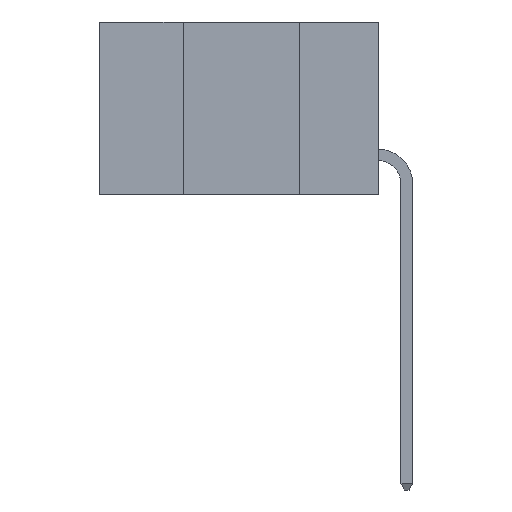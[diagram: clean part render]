
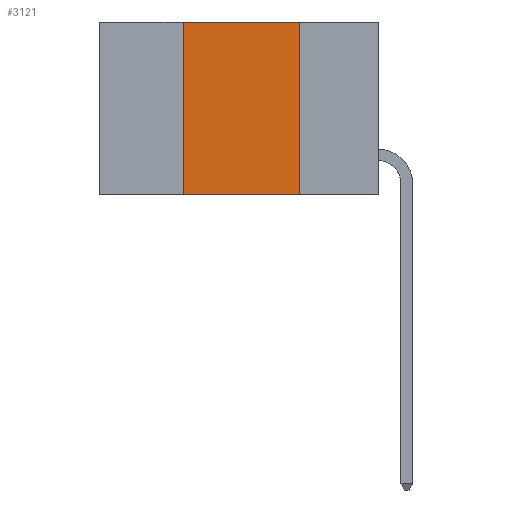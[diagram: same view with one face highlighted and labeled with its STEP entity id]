
A CAD part, left-side view. The second image highlights one B-rep face of the part: STEP entity #3121.
In plain terms, the highlighted planar face has unit normal (-1, 0, 0).
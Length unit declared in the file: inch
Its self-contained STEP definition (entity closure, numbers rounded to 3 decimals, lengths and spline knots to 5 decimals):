
#160 = VERTEX_POINT ( 'NONE', #2607 ) ;
#631 = DIRECTION ( 'NONE',  ( 1., 0., 0. ) ) ;
#1156 = LINE ( 'NONE', #10462, #14521 ) ;
#1162 = ORIENTED_EDGE ( 'NONE', *, *, #5400, .F. ) ;
#1292 = VECTOR ( 'NONE', #7889, 39.37008 ) ;
#1712 = LINE ( 'NONE', #14244, #1292 ) ;
#2607 = CARTESIAN_POINT ( 'NONE',  ( 0., 0.17, -0.37 ) ) ;
#3121 = ADVANCED_FACE ( 'NONE', ( #5679 ), #8956, .F. ) ;
#3746 = DIRECTION ( 'NONE',  ( 0., -1., 0. ) ) ;
#4176 = VERTEX_POINT ( 'NONE', #14060 ) ;
#4216 = VERTEX_POINT ( 'NONE', #13667 ) ;
#4499 = EDGE_CURVE ( 'NONE', #4176, #15458, #9430, .T. ) ;
#5400 = EDGE_CURVE ( 'NONE', #15458, #160, #1156, .T. ) ;
#5679 = FACE_OUTER_BOUND ( 'NONE', #12565, .T. ) ;
#5774 = DIRECTION ( 'NONE',  ( 0., -1., 0. ) ) ;
#6005 = CARTESIAN_POINT ( 'NONE',  ( 0., 0.6, 0. ) ) ;
#6581 = EDGE_CURVE ( 'NONE', #4216, #160, #11746, .T. ) ;
#6589 = DIRECTION ( 'NONE',  ( 0., 0., -1. ) ) ;
#6966 = ORIENTED_EDGE ( 'NONE', *, *, #6581, .T. ) ;
#7444 = EDGE_CURVE ( 'NONE', #4216, #4176, #1712, .T. ) ;
#7625 = CARTESIAN_POINT ( 'NONE',  ( 0., 0.6, -0.37 ) ) ;
#7889 = DIRECTION ( 'NONE',  ( 0., 0., 1. ) ) ;
#8448 = DIRECTION ( 'NONE',  ( 0., 0., -1. ) ) ;
#8956 = PLANE ( 'NONE',  #13096 ) ;
#9430 = LINE ( 'NONE', #6005, #15724 ) ;
#9818 = ORIENTED_EDGE ( 'NONE', *, *, #7444, .F. ) ;
#9986 = CARTESIAN_POINT ( 'NONE',  ( 0., 0.6, 0. ) ) ;
#10462 = CARTESIAN_POINT ( 'NONE',  ( 0., 0.17, -0.37 ) ) ;
#10635 = CARTESIAN_POINT ( 'NONE',  ( 0., 0.17, 0. ) ) ;
#11199 = ORIENTED_EDGE ( 'NONE', *, *, #4499, .F. ) ;
#11746 = LINE ( 'NONE', #7625, #14676 ) ;
#12565 = EDGE_LOOP ( 'NONE', ( #1162, #11199, #9818, #6966 ) ) ;
#13096 = AXIS2_PLACEMENT_3D ( 'NONE', #9986, #631, #8448 ) ;
#13667 = CARTESIAN_POINT ( 'NONE',  ( 0., 0.42, -0.37 ) ) ;
#14060 = CARTESIAN_POINT ( 'NONE',  ( 0., 0.42, 0. ) ) ;
#14244 = CARTESIAN_POINT ( 'NONE',  ( 0., 0.42, -0.37 ) ) ;
#14521 = VECTOR ( 'NONE', #6589, 39.37008 ) ;
#14676 = VECTOR ( 'NONE', #3746, 39.37008 ) ;
#15458 = VERTEX_POINT ( 'NONE', #10635 ) ;
#15724 = VECTOR ( 'NONE', #5774, 39.37008 ) ;
